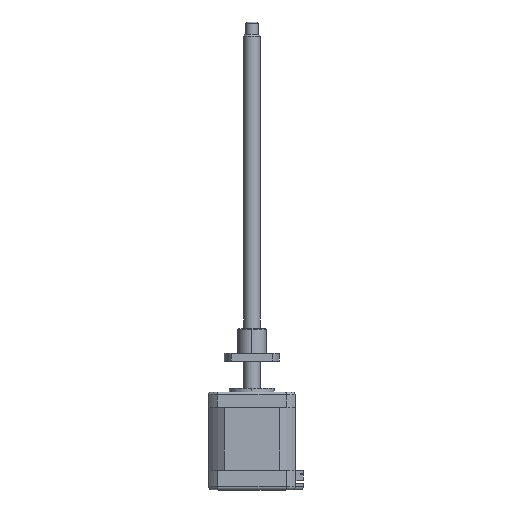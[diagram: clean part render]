
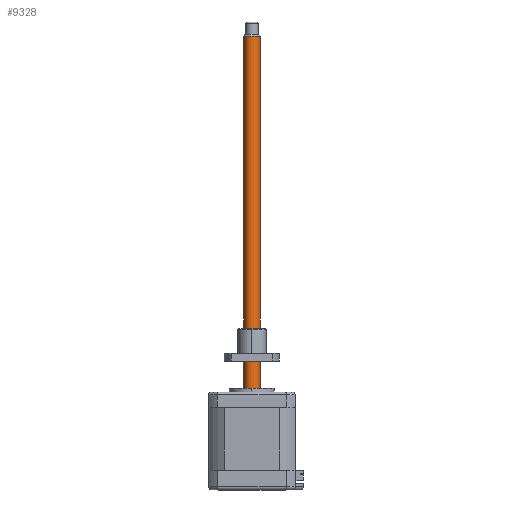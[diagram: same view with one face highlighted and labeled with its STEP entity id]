
A CAD part, top view. The second image highlights one B-rep face of the part: STEP entity #9328.
In plain terms, the highlighted cylindrical face has radius 4 mm (diameter 8 mm), a partial arc.
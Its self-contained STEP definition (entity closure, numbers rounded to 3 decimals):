
#137 = EDGE_CURVE ( 'NONE', #2970, #1834, #4116, .T. ) ;
#223 = EDGE_CURVE ( 'NONE', #9494, #288, #9699, .T. ) ;
#230 = DIRECTION ( 'NONE',  ( 0.999, 0., -0.044 ) ) ;
#288 = VERTEX_POINT ( 'NONE', #1527 ) ;
#314 = DIRECTION ( 'NONE',  ( -0.999, 0., 0.044 ) ) ;
#392 = CARTESIAN_POINT ( 'NONE',  ( -4.709, 197.093, 16.638 ) ) ;
#602 = CARTESIAN_POINT ( 'NONE',  ( -8.705, 196.093, 16.814 ) ) ;
#659 = DIRECTION ( 'NONE',  ( 0., -1., 0. ) ) ;
#942 = EDGE_CURVE ( 'NONE', #1834, #288, #2700, .T. ) ;
#1354 = AXIS2_PLACEMENT_3D ( 'NONE', #392, #9937, #8350 ) ;
#1527 = CARTESIAN_POINT ( 'NONE',  ( -8.705, 22.093, 16.814 ) ) ;
#1690 = CYLINDRICAL_SURFACE ( 'NONE', #1354, 4. ) ;
#1834 = VERTEX_POINT ( 'NONE', #7667 ) ;
#1922 = CARTESIAN_POINT ( 'NONE',  ( -0.713, 196.093, 16.462 ) ) ;
#1931 = DIRECTION ( 'NONE',  ( 0., -1., 0. ) ) ;
#2049 = CARTESIAN_POINT ( 'NONE',  ( -0.713, 197.093, 16.462 ) ) ;
#2238 = VECTOR ( 'NONE', #6540, 1000. ) ;
#2393 = CARTESIAN_POINT ( 'NONE',  ( -8.705, 197.093, 16.814 ) ) ;
#2700 = CIRCLE ( 'NONE', #5675, 4. ) ;
#2801 = CARTESIAN_POINT ( 'NONE',  ( -4.709, 22.093, 16.638 ) ) ;
#2970 = VERTEX_POINT ( 'NONE', #1922 ) ;
#3400 = ORIENTED_EDGE ( 'NONE', *, *, #942, .F. ) ;
#3539 = EDGE_LOOP ( 'NONE', ( #4095, #7739, #4160, #3400 ) ) ;
#4095 = ORIENTED_EDGE ( 'NONE', *, *, #137, .F. ) ;
#4116 = LINE ( 'NONE', #2049, #2238 ) ;
#4160 = ORIENTED_EDGE ( 'NONE', *, *, #223, .T. ) ;
#5036 = DIRECTION ( 'NONE',  ( 0., -1., 0. ) ) ;
#5675 = AXIS2_PLACEMENT_3D ( 'NONE', #2801, #1931, #314 ) ;
#6197 = FACE_OUTER_BOUND ( 'NONE', #3539, .T. ) ;
#6540 = DIRECTION ( 'NONE',  ( 0., -1., 0. ) ) ;
#7307 = VECTOR ( 'NONE', #659, 1000. ) ;
#7667 = CARTESIAN_POINT ( 'NONE',  ( -0.713, 22.093, 16.462 ) ) ;
#7739 = ORIENTED_EDGE ( 'NONE', *, *, #7947, .T. ) ;
#7947 = EDGE_CURVE ( 'NONE', #2970, #9494, #10207, .T. ) ;
#8350 = DIRECTION ( 'NONE',  ( -0.999, 0., 0.044 ) ) ;
#8931 = AXIS2_PLACEMENT_3D ( 'NONE', #9777, #5036, #230 ) ;
#9328 = ADVANCED_FACE ( 'NONE', ( #6197 ), #1690, .T. ) ;
#9494 = VERTEX_POINT ( 'NONE', #602 ) ;
#9699 = LINE ( 'NONE', #2393, #7307 ) ;
#9777 = CARTESIAN_POINT ( 'NONE',  ( -4.709, 196.093, 16.638 ) ) ;
#9937 = DIRECTION ( 'NONE',  ( 0., -1., 0. ) ) ;
#10207 = CIRCLE ( 'NONE', #8931, 4. ) ;
